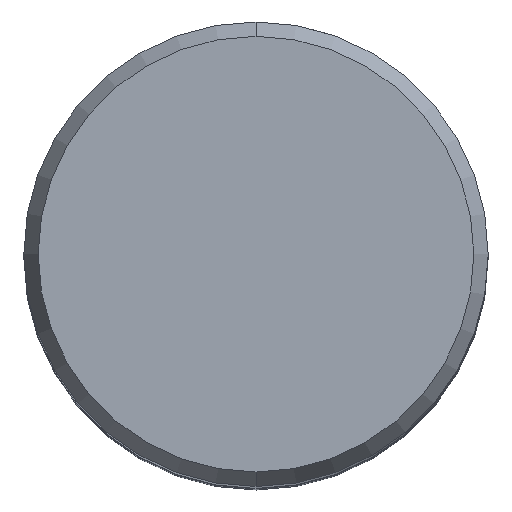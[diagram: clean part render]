
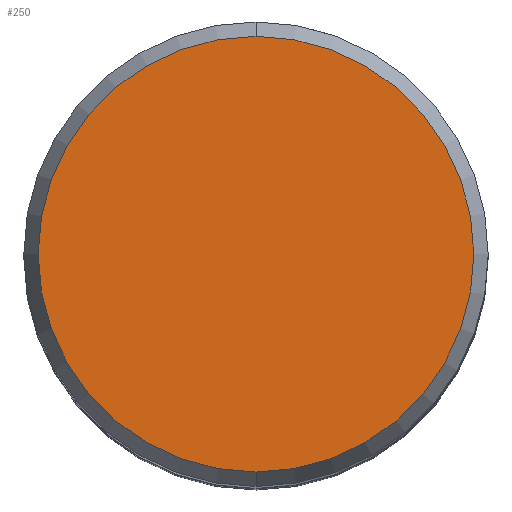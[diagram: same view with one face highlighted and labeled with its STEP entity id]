
A CAD part, top view. The second image highlights one B-rep face of the part: STEP entity #250.
In plain terms, the highlighted planar face has unit normal (0, 0, 1).
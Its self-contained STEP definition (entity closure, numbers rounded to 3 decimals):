
#212=EDGE_CURVE('',#420,#232,#544,.T.);
#232=VERTEX_POINT('',#567);
#250=ADVANCED_FACE('',(#586),#587,.T.);
#254=EDGE_CURVE('',#232,#420,#591,.T.);
#420=VERTEX_POINT('',#775);
#544=CIRCLE('',#915,10.425);
#567=CARTESIAN_POINT('',(0.0,10.425,0.));
#586=FACE_OUTER_BOUND('',#1012,.T.);
#587=PLANE('',#1013);
#591=CIRCLE('',#1020,10.425);
#775=CARTESIAN_POINT('',(0.,-10.425,0.));
#915=AXIS2_PLACEMENT_3D('',#1723,#1724,#1725);
#1012=EDGE_LOOP('',(#1779,#1780));
#1013=AXIS2_PLACEMENT_3D('',#1781,#1782,#1783);
#1020=AXIS2_PLACEMENT_3D('',#1785,#1786,#1787);
#1723=CARTESIAN_POINT('',(0.0,0.0,0.));
#1724=DIRECTION('',(0.0,0.0,-1.0));
#1725=DIRECTION('',(0.0,1.0,0.0));
#1779=ORIENTED_EDGE('',*,*,#254,.F.);
#1780=ORIENTED_EDGE('',*,*,#212,.F.);
#1781=CARTESIAN_POINT('',(0.0,5.212,0.));
#1782=DIRECTION('',(-0.0,0.0,1.0));
#1783=DIRECTION('',(0.0,-1.0,0.0));
#1785=CARTESIAN_POINT('',(0.0,0.0,0.));
#1786=DIRECTION('',(0.0,0.0,-1.0));
#1787=DIRECTION('',(0.0,1.0,0.0));
